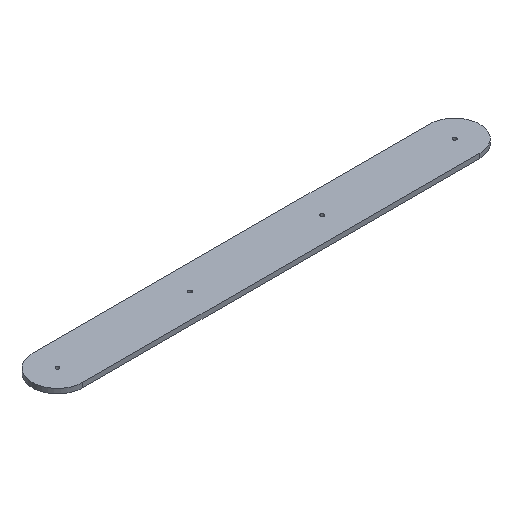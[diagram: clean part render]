
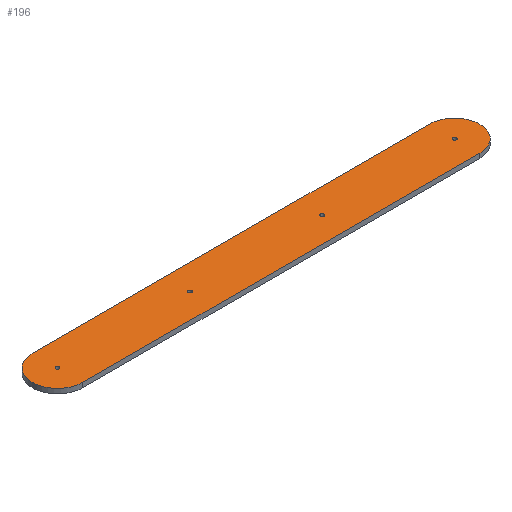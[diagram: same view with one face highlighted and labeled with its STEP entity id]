
A CAD part, isometric view. The second image highlights one B-rep face of the part: STEP entity #196.
In plain terms, the highlighted planar face has unit normal (0, 0, 1).
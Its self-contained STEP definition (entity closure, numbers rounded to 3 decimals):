
#18=FACE_BOUND('',#49,.T.);
#19=FACE_BOUND('',#50,.T.);
#20=FACE_BOUND('',#51,.T.);
#21=FACE_BOUND('',#52,.T.);
#28=PLANE('',#241);
#38=FACE_OUTER_BOUND('',#48,.T.);
#48=EDGE_LOOP('',(#166,#167,#168,#169));
#49=EDGE_LOOP('',(#170));
#50=EDGE_LOOP('',(#171));
#51=EDGE_LOOP('',(#172));
#52=EDGE_LOOP('',(#173));
#65=LINE('',#339,#77);
#69=LINE('',#349,#81);
#77=VECTOR('',#284,10.);
#81=VECTOR('',#296,10.);
#82=CIRCLE('',#222,1.1);
#84=CIRCLE('',#225,1.1);
#86=CIRCLE('',#228,1.1);
#88=CIRCLE('',#231,1.1);
#91=CIRCLE('',#235,16.);
#93=CIRCLE('',#239,16.);
#94=VERTEX_POINT('',#303);
#96=VERTEX_POINT('',#309);
#98=VERTEX_POINT('',#315);
#100=VERTEX_POINT('',#321);
#104=VERTEX_POINT('',#330);
#105=VERTEX_POINT('',#332);
#107=VERTEX_POINT('',#338);
#109=VERTEX_POINT('',#344);
#110=EDGE_CURVE('',#94,#94,#82,.T.);
#113=EDGE_CURVE('',#96,#96,#84,.T.);
#116=EDGE_CURVE('',#98,#98,#86,.T.);
#119=EDGE_CURVE('',#100,#100,#88,.T.);
#124=EDGE_CURVE('',#105,#104,#91,.T.);
#127=EDGE_CURVE('',#107,#105,#65,.T.);
#130=EDGE_CURVE('',#109,#107,#93,.T.);
#133=EDGE_CURVE('',#104,#109,#69,.T.);
#166=ORIENTED_EDGE('',*,*,#133,.T.);
#167=ORIENTED_EDGE('',*,*,#130,.T.);
#168=ORIENTED_EDGE('',*,*,#127,.T.);
#169=ORIENTED_EDGE('',*,*,#124,.T.);
#170=ORIENTED_EDGE('',*,*,#119,.T.);
#171=ORIENTED_EDGE('',*,*,#116,.T.);
#172=ORIENTED_EDGE('',*,*,#113,.T.);
#173=ORIENTED_EDGE('',*,*,#110,.T.);
#196=ADVANCED_FACE('',(#38,#18,#19,#20,#21),#28,.T.);
#222=AXIS2_PLACEMENT_3D('',#304,#247,#248);
#225=AXIS2_PLACEMENT_3D('',#310,#254,#255);
#228=AXIS2_PLACEMENT_3D('',#316,#261,#262);
#231=AXIS2_PLACEMENT_3D('',#322,#268,#269);
#235=AXIS2_PLACEMENT_3D('',#333,#278,#279);
#239=AXIS2_PLACEMENT_3D('',#345,#290,#291);
#241=AXIS2_PLACEMENT_3D('',#350,#297,#298);
#247=DIRECTION('center_axis',(0.,0.,-1.));
#248=DIRECTION('ref_axis',(-1.,0.,0.));
#254=DIRECTION('center_axis',(0.,0.,-1.));
#255=DIRECTION('ref_axis',(-1.,0.,0.));
#261=DIRECTION('center_axis',(0.,0.,-1.));
#262=DIRECTION('ref_axis',(-1.,0.,0.));
#268=DIRECTION('center_axis',(0.,0.,-1.));
#269=DIRECTION('ref_axis',(-1.,0.,0.));
#278=DIRECTION('center_axis',(0.,0.,1.));
#279=DIRECTION('ref_axis',(0.,1.,0.));
#284=DIRECTION('',(-1.,0.,0.));
#290=DIRECTION('center_axis',(0.,0.,1.));
#291=DIRECTION('ref_axis',(0.,-1.,0.));
#296=DIRECTION('',(1.,0.,0.));
#297=DIRECTION('center_axis',(0.,0.,1.));
#298=DIRECTION('ref_axis',(1.,0.,0.));
#303=CARTESIAN_POINT('',(78.606,-59.082,3.));
#304=CARTESIAN_POINT('Origin',(77.506,-59.082,3.));
#309=CARTESIAN_POINT('',(330.666,-59.169,3.));
#310=CARTESIAN_POINT('Origin',(329.566,-59.169,3.));
#315=CARTESIAN_POINT('',(246.666,-59.169,3.));
#316=CARTESIAN_POINT('Origin',(245.566,-59.169,3.));
#321=CARTESIAN_POINT('',(162.606,-59.082,3.));
#322=CARTESIAN_POINT('Origin',(161.506,-59.082,3.));
#330=CARTESIAN_POINT('',(77.506,-75.082,3.));
#332=CARTESIAN_POINT('',(77.506,-43.082,3.));
#333=CARTESIAN_POINT('Origin',(77.506,-59.082,3.));
#338=CARTESIAN_POINT('',(329.566,-43.082,3.));
#339=CARTESIAN_POINT('',(329.566,-43.082,3.));
#344=CARTESIAN_POINT('',(329.566,-75.082,3.));
#345=CARTESIAN_POINT('Origin',(329.566,-59.082,3.));
#349=CARTESIAN_POINT('',(77.506,-75.082,3.));
#350=CARTESIAN_POINT('Origin',(203.536,-59.082,3.));
